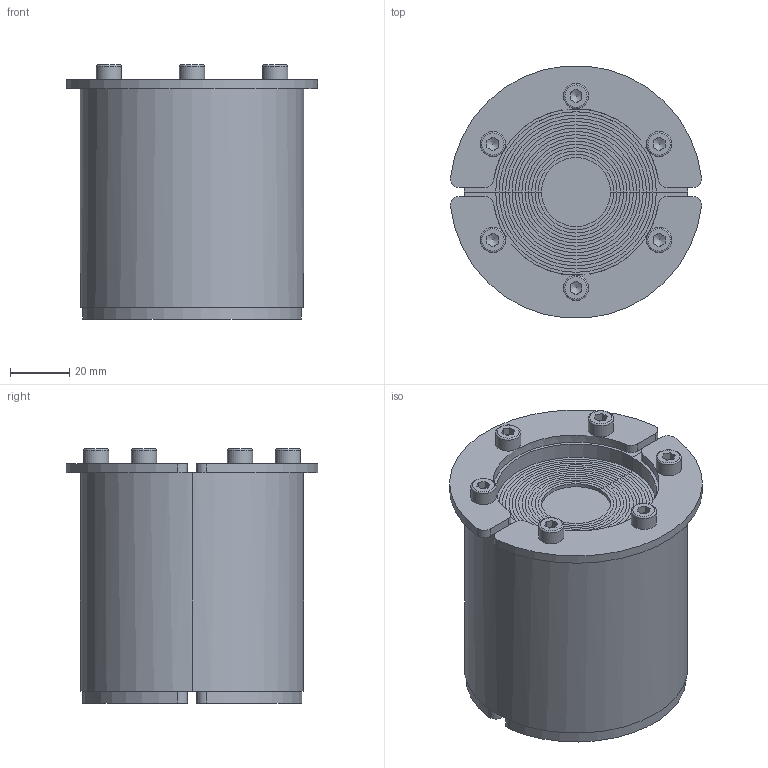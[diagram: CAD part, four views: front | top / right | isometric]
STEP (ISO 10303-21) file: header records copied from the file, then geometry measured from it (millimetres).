
FILE_DESCRIPTION(/* description */ (''),/* implementation_level */ '2;1');
FILE_NAME(/* name */ 'RS 75 AISI316.stp',/* time_stamp */ '2025-08-13T13:29:50+02:00',/* author */ ('se-marfre'),/* organization */ (''),/* preprocessor_version */ 'ST-DEVELOPER v19.2',/* originating_system */ 'Autodesk Inventor 2023',/* authorisation */ '');
FILE_SCHEMA (('CONFIG_CONTROL_DESIGN'));
Length unit declared in the file: millimetre
Products named in the file (1): RS 75 AISI316
Bounding box: 84.48 x 84.69 x 85.5 mm (x, y, z)
Volume: 316266.4 mm3; surface area: 34803.2 mm2
Topology: 1 solids, 1 shells, 188 faces, 456 edges, 278 vertices
Faces by surface type: plane 124, cylinder 46, cone 12, torus 6
Full cylindrical faces by diameter (mm): 4.134 x6, 8.5 x6
Entity records: 5661 total; most frequent: CARTESIAN_POINT 1001, DIRECTION 976, ORIENTED_EDGE 900, EDGE_CURVE 450, AXIS2_PLACEMENT_3D 379, VERTEX_POINT 278, LINE 218, VECTOR 218
